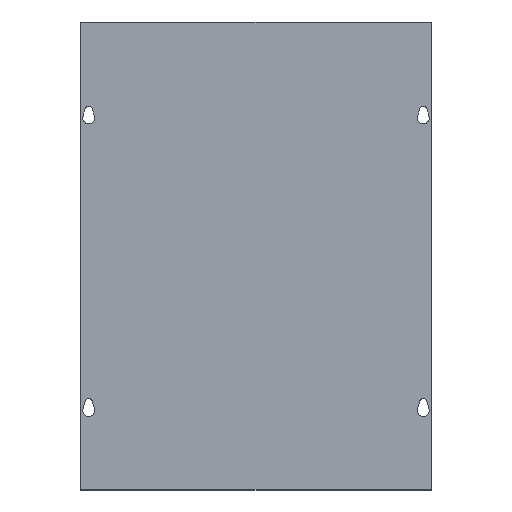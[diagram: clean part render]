
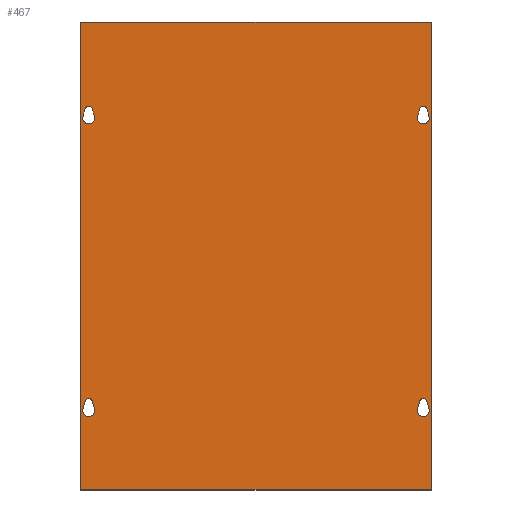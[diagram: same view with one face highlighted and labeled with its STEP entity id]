
A CAD part, top view. The second image highlights one B-rep face of the part: STEP entity #467.
In plain terms, the highlighted planar face has unit normal (0, 0, 1).
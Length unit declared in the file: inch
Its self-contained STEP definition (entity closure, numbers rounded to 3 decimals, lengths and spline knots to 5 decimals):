
#18=FACE_BOUND('',#83,.T.);
#19=FACE_BOUND('',#84,.T.);
#20=FACE_BOUND('',#85,.T.);
#21=FACE_BOUND('',#86,.T.);
#38=PLANE('',#507);
#60=FACE_OUTER_BOUND('',#82,.T.);
#82=EDGE_LOOP('',(#376,#377,#378,#379));
#83=EDGE_LOOP('',(#380,#381,#382,#383));
#84=EDGE_LOOP('',(#384,#385,#386,#387));
#85=EDGE_LOOP('',(#388,#389,#390,#391));
#86=EDGE_LOOP('',(#392,#393,#394,#395));
#95=LINE('',#651,#139);
#99=LINE('',#661,#143);
#102=LINE('',#669,#146);
#106=LINE('',#681,#150);
#111=LINE('',#699,#155);
#115=LINE('',#709,#159);
#118=LINE('',#717,#162);
#122=LINE('',#729,#166);
#124=LINE('',#737,#168);
#128=LINE('',#745,#172);
#131=LINE('',#751,#175);
#134=LINE('',#756,#178);
#139=VECTOR('',#524,0.26996);
#143=VECTOR('',#536,0.26996);
#146=VECTOR('',#541,0.26996);
#150=VECTOR('',#553,0.26996);
#155=VECTOR('',#572,0.26996);
#159=VECTOR('',#584,0.26996);
#162=VECTOR('',#589,0.26996);
#166=VECTOR('',#601,0.26996);
#168=VECTOR('',#611,16.);
#172=VECTOR('',#617,12.);
#175=VECTOR('',#622,16.);
#178=VECTOR('',#627,12.);
#181=CIRCLE('',#473,0.203);
#183=CIRCLE('',#477,0.125);
#185=CIRCLE('',#482,0.125);
#187=CIRCLE('',#486,0.203);
#189=CIRCLE('',#489,0.203);
#191=CIRCLE('',#493,0.125);
#193=CIRCLE('',#498,0.125);
#195=CIRCLE('',#502,0.203);
#198=VERTEX_POINT('',#642);
#199=VERTEX_POINT('',#644);
#201=VERTEX_POINT('',#650);
#203=VERTEX_POINT('',#656);
#206=VERTEX_POINT('',#666);
#207=VERTEX_POINT('',#668);
#209=VERTEX_POINT('',#674);
#211=VERTEX_POINT('',#680);
#214=VERTEX_POINT('',#690);
#215=VERTEX_POINT('',#692);
#217=VERTEX_POINT('',#698);
#219=VERTEX_POINT('',#704);
#222=VERTEX_POINT('',#714);
#223=VERTEX_POINT('',#716);
#225=VERTEX_POINT('',#722);
#227=VERTEX_POINT('',#728);
#228=VERTEX_POINT('',#735);
#229=VERTEX_POINT('',#736);
#232=VERTEX_POINT('',#744);
#234=VERTEX_POINT('',#750);
#238=EDGE_CURVE('',#199,#198,#181,.T.);
#241=EDGE_CURVE('',#201,#199,#95,.T.);
#244=EDGE_CURVE('',#203,#201,#183,.T.);
#247=EDGE_CURVE('',#198,#203,#99,.T.);
#250=EDGE_CURVE('',#207,#206,#102,.T.);
#253=EDGE_CURVE('',#209,#207,#185,.T.);
#256=EDGE_CURVE('',#211,#209,#106,.T.);
#259=EDGE_CURVE('',#206,#211,#187,.T.);
#262=EDGE_CURVE('',#215,#214,#189,.T.);
#265=EDGE_CURVE('',#217,#215,#111,.T.);
#268=EDGE_CURVE('',#219,#217,#191,.T.);
#271=EDGE_CURVE('',#214,#219,#115,.T.);
#274=EDGE_CURVE('',#223,#222,#118,.T.);
#277=EDGE_CURVE('',#225,#223,#193,.T.);
#280=EDGE_CURVE('',#227,#225,#122,.T.);
#283=EDGE_CURVE('',#222,#227,#195,.T.);
#284=EDGE_CURVE('',#228,#229,#124,.T.);
#288=EDGE_CURVE('',#229,#232,#128,.T.);
#291=EDGE_CURVE('',#232,#234,#131,.T.);
#294=EDGE_CURVE('',#234,#228,#134,.T.);
#376=ORIENTED_EDGE('',*,*,#284,.F.);
#377=ORIENTED_EDGE('',*,*,#294,.F.);
#378=ORIENTED_EDGE('',*,*,#291,.F.);
#379=ORIENTED_EDGE('',*,*,#288,.F.);
#380=ORIENTED_EDGE('',*,*,#238,.T.);
#381=ORIENTED_EDGE('',*,*,#247,.T.);
#382=ORIENTED_EDGE('',*,*,#244,.T.);
#383=ORIENTED_EDGE('',*,*,#241,.T.);
#384=ORIENTED_EDGE('',*,*,#250,.T.);
#385=ORIENTED_EDGE('',*,*,#259,.T.);
#386=ORIENTED_EDGE('',*,*,#256,.T.);
#387=ORIENTED_EDGE('',*,*,#253,.T.);
#388=ORIENTED_EDGE('',*,*,#262,.T.);
#389=ORIENTED_EDGE('',*,*,#271,.T.);
#390=ORIENTED_EDGE('',*,*,#268,.T.);
#391=ORIENTED_EDGE('',*,*,#265,.T.);
#392=ORIENTED_EDGE('',*,*,#274,.T.);
#393=ORIENTED_EDGE('',*,*,#283,.T.);
#394=ORIENTED_EDGE('',*,*,#280,.T.);
#395=ORIENTED_EDGE('',*,*,#277,.T.);
#467=ADVANCED_FACE('',(#60,#18,#19,#20,#21),#38,.T.);
#473=AXIS2_PLACEMENT_3D('',#645,#518,#519);
#477=AXIS2_PLACEMENT_3D('',#657,#530,#531);
#482=AXIS2_PLACEMENT_3D('',#675,#547,#548);
#486=AXIS2_PLACEMENT_3D('',#685,#559,#560);
#489=AXIS2_PLACEMENT_3D('',#693,#566,#567);
#493=AXIS2_PLACEMENT_3D('',#705,#578,#579);
#498=AXIS2_PLACEMENT_3D('',#723,#595,#596);
#502=AXIS2_PLACEMENT_3D('',#733,#607,#608);
#507=AXIS2_PLACEMENT_3D('',#758,#629,#630);
#518=DIRECTION('center_axis',(0.,0.,-1.));
#519=DIRECTION('ref_axis',(-0.961,0.278,0.));
#524=DIRECTION('',(0.278,-0.961,0.));
#530=DIRECTION('center_axis',(0.,0.,-1.));
#531=DIRECTION('ref_axis',(0.961,0.278,0.));
#536=DIRECTION('',(0.278,0.961,0.));
#541=DIRECTION('',(0.278,-0.961,0.));
#547=DIRECTION('center_axis',(0.,0.,-1.));
#548=DIRECTION('ref_axis',(0.961,0.278,0.));
#553=DIRECTION('',(0.278,0.961,0.));
#559=DIRECTION('center_axis',(0.,0.,-1.));
#560=DIRECTION('ref_axis',(-0.961,0.278,0.));
#566=DIRECTION('center_axis',(0.,0.,-1.));
#567=DIRECTION('ref_axis',(-0.961,0.278,0.));
#572=DIRECTION('',(0.278,-0.961,0.));
#578=DIRECTION('center_axis',(0.,0.,-1.));
#579=DIRECTION('ref_axis',(0.961,0.278,0.));
#584=DIRECTION('',(0.278,0.961,0.));
#589=DIRECTION('',(0.278,-0.961,0.));
#595=DIRECTION('center_axis',(0.,0.,-1.));
#596=DIRECTION('ref_axis',(0.961,0.278,0.));
#601=DIRECTION('',(0.278,0.961,0.));
#607=DIRECTION('center_axis',(0.,0.,-1.));
#608=DIRECTION('ref_axis',(-0.961,0.278,0.));
#611=DIRECTION('',(0.,-1.,0.));
#617=DIRECTION('',(-1.,0.,0.));
#622=DIRECTION('',(0.,1.,0.));
#627=DIRECTION('',(1.,0.,0.));
#629=DIRECTION('center_axis',(0.,0.,1.));
#630=DIRECTION('ref_axis',(1.,0.,0.));
#642=CARTESIAN_POINT('',(5.52373,-5.22465,0.059));
#644=CARTESIAN_POINT('',(5.91377,-5.22465,0.059));
#645=CARTESIAN_POINT('Origin',(5.71875,-5.281,0.059));
#650=CARTESIAN_POINT('',(5.83884,-4.9653,0.059));
#651=CARTESIAN_POINT('',(4.98931,-2.02509,0.059));
#656=CARTESIAN_POINT('',(5.59866,-4.9653,0.059));
#657=CARTESIAN_POINT('Origin',(5.71875,-5.,0.059));
#661=CARTESIAN_POINT('',(6.04503,-3.42044,0.059));
#666=CARTESIAN_POINT('',(-5.52373,-5.22465,0.059));
#668=CARTESIAN_POINT('',(-5.59866,-4.9653,0.059));
#669=CARTESIAN_POINT('',(-6.00756,-3.55012,0.059));
#674=CARTESIAN_POINT('',(-5.83884,-4.9653,0.059));
#675=CARTESIAN_POINT('Origin',(-5.71875,-5.,0.059));
#680=CARTESIAN_POINT('',(-5.91377,-5.22465,0.059));
#681=CARTESIAN_POINT('',(-4.95184,-1.89541,0.059));
#685=CARTESIAN_POINT('Origin',(-5.71875,-5.281,0.059));
#690=CARTESIAN_POINT('',(5.52373,4.77535,0.059));
#692=CARTESIAN_POINT('',(5.91377,4.77535,0.059));
#693=CARTESIAN_POINT('Origin',(5.71875,4.719,0.059));
#698=CARTESIAN_POINT('',(5.83884,5.0347,0.059));
#699=CARTESIAN_POINT('',(6.32267,3.36016,0.059));
#704=CARTESIAN_POINT('',(5.59866,5.0347,0.059));
#705=CARTESIAN_POINT('Origin',(5.71875,5.,0.059));
#709=CARTESIAN_POINT('',(4.71167,1.96481,0.059));
#714=CARTESIAN_POINT('',(-5.52373,4.77535,0.059));
#716=CARTESIAN_POINT('',(-5.59866,5.0347,0.059));
#717=CARTESIAN_POINT('',(-4.6742,1.83513,0.059));
#722=CARTESIAN_POINT('',(-5.83884,5.0347,0.059));
#723=CARTESIAN_POINT('Origin',(-5.71875,5.,0.059));
#728=CARTESIAN_POINT('',(-5.91377,4.77535,0.059));
#729=CARTESIAN_POINT('',(-6.2852,3.48984,0.059));
#733=CARTESIAN_POINT('Origin',(-5.71875,4.719,0.059));
#735=CARTESIAN_POINT('',(6.,8.,0.059));
#736=CARTESIAN_POINT('',(6.,-8.,0.059));
#737=CARTESIAN_POINT('',(6.,8.,0.059));
#744=CARTESIAN_POINT('',(-6.,-8.,0.059));
#745=CARTESIAN_POINT('',(6.,-8.,0.059));
#750=CARTESIAN_POINT('',(-6.,8.,0.059));
#751=CARTESIAN_POINT('',(-6.,-8.,0.059));
#756=CARTESIAN_POINT('',(-6.,8.,0.059));
#758=CARTESIAN_POINT('Origin',(0.,0.,0.059));
